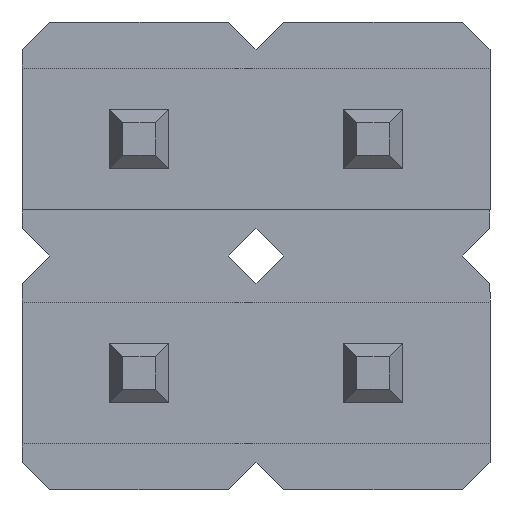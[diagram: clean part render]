
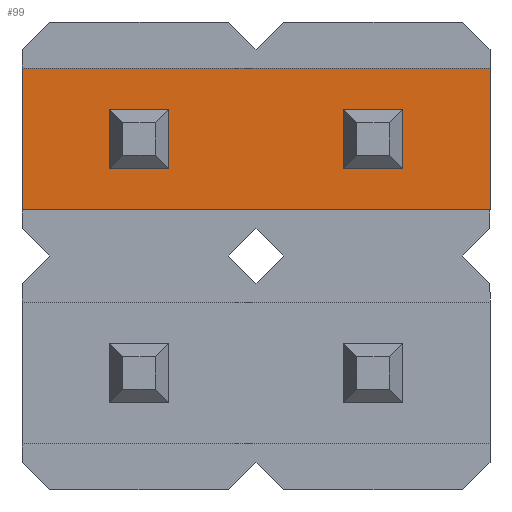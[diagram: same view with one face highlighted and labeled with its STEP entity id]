
A CAD part, front view. The second image highlights one B-rep face of the part: STEP entity #99.
In plain terms, the highlighted planar face has unit normal (0, -1, 0).
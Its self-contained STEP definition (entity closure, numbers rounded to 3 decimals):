
#2 = VERTEX_POINT ( 'NONE', #1318 ) ;
#3 = ORIENTED_EDGE ( 'NONE', *, *, #420, .F. ) ;
#39 = VERTEX_POINT ( 'NONE', #1118 ) ;
#40 = VERTEX_POINT ( 'NONE', #1117 ) ;
#41 = ORIENTED_EDGE ( 'NONE', *, *, #42, .F. ) ;
#42 = EDGE_CURVE ( 'NONE', #43, #39, #1116, .T. ) ;
#43 = VERTEX_POINT ( 'NONE', #1112 ) ;
#68 = VERTEX_POINT ( 'NONE', #1143 ) ;
#69 = VERTEX_POINT ( 'NONE', #1142 ) ;
#70 = VERTEX_POINT ( 'NONE', #1141 ) ;
#75 = ORIENTED_EDGE ( 'NONE', *, *, #79, .T. ) ;
#76 = ORIENTED_EDGE ( 'NONE', *, *, #77, .F. ) ;
#77 = EDGE_CURVE ( 'NONE', #86, #93, #1135, .T. ) ;
#78 = ORIENTED_EDGE ( 'NONE', *, *, #412, .F. ) ;
#79 = EDGE_CURVE ( 'NONE', #407, #70, #1196, .T. ) ;
#84 = EDGE_LOOP ( 'NONE', ( #76, #78, #413, #421 ) ) ;
#85 = VERTEX_POINT ( 'NONE', #1183 ) ;
#86 = VERTEX_POINT ( 'NONE', #1182 ) ;
#87 = ORIENTED_EDGE ( 'NONE', *, *, #94, .T. ) ;
#93 = VERTEX_POINT ( 'NONE', #1171 ) ;
#94 = EDGE_CURVE ( 'NONE', #444, #407, #1169, .T. ) ;
#99 = ADVANCED_FACE ( 'NONE', ( #1542, #1541, #1540 ), #1524, .F. ) ;
#100 = EDGE_LOOP ( 'NONE', ( #101, #41, #106, #3 ) ) ;
#101 = ORIENTED_EDGE ( 'NONE', *, *, #102, .F. ) ;
#102 = EDGE_CURVE ( 'NONE', #39, #40, #1362, .T. ) ;
#106 = ORIENTED_EDGE ( 'NONE', *, *, #107, .F. ) ;
#107 = EDGE_CURVE ( 'NONE', #2, #43, #1519, .T. ) ;
#403 = EDGE_CURVE ( 'NONE', #444, #69, #2076, .T. ) ;
#407 = VERTEX_POINT ( 'NONE', #2109 ) ;
#412 = EDGE_CURVE ( 'NONE', #85, #86, #2102, .T. ) ;
#413 = ORIENTED_EDGE ( 'NONE', *, *, #414, .F. ) ;
#414 = EDGE_CURVE ( 'NONE', #68, #85, #2153, .T. ) ;
#420 = EDGE_CURVE ( 'NONE', #40, #2, #2143, .T. ) ;
#421 = ORIENTED_EDGE ( 'NONE', *, *, #422, .F. ) ;
#422 = EDGE_CURVE ( 'NONE', #93, #68, #2139, .T. ) ;
#425 = EDGE_LOOP ( 'NONE', ( #431, #445, #87, #75 ) ) ;
#431 = ORIENTED_EDGE ( 'NONE', *, *, #438, .F. ) ;
#438 = EDGE_CURVE ( 'NONE', #69, #70, #2183, .T. ) ;
#444 = VERTEX_POINT ( 'NONE', #2170 ) ;
#445 = ORIENTED_EDGE ( 'NONE', *, *, #403, .F. ) ;
#1112 = CARTESIAN_POINT ( 'NONE',  ( 0.325, 0.44, 0.325 ) ) ;
#1113 = DIRECTION ( 'NONE',  ( -1., 0., 0. ) ) ;
#1114 = VECTOR ( 'NONE', #1113, 1000. ) ;
#1115 = CARTESIAN_POINT ( 'NONE',  ( -1.27, 0.44, 0.325 ) ) ;
#1116 = LINE ( 'NONE', #1115, #1114 ) ;
#1117 = CARTESIAN_POINT ( 'NONE',  ( -0.325, 0.44, -0.325 ) ) ;
#1118 = CARTESIAN_POINT ( 'NONE',  ( -0.325, 0.44, 0.325 ) ) ;
#1134 = CARTESIAN_POINT ( 'NONE',  ( 2.215, 0.44, 0.77 ) ) ;
#1135 = LINE ( 'NONE', #1134, #1198 ) ;
#1141 = CARTESIAN_POINT ( 'NONE',  ( 3.81, 0.44, 0.77 ) ) ;
#1142 = CARTESIAN_POINT ( 'NONE',  ( -1.27, 0.44, 0.77 ) ) ;
#1143 = CARTESIAN_POINT ( 'NONE',  ( 2.865, 0.44, -0.325 ) ) ;
#1166 = DIRECTION ( 'NONE',  ( 1., 0., 0. ) ) ;
#1167 = VECTOR ( 'NONE', #1166, 1000. ) ;
#1168 = CARTESIAN_POINT ( 'NONE',  ( -1.27, 0.44, -0.77 ) ) ;
#1169 = LINE ( 'NONE', #1168, #1167 ) ;
#1171 = CARTESIAN_POINT ( 'NONE',  ( 2.215, 0.44, -0.325 ) ) ;
#1182 = CARTESIAN_POINT ( 'NONE',  ( 2.215, 0.44, 0.325 ) ) ;
#1183 = CARTESIAN_POINT ( 'NONE',  ( 2.865, 0.44, 0.325 ) ) ;
#1193 = DIRECTION ( 'NONE',  ( 0., 0., 1. ) ) ;
#1194 = VECTOR ( 'NONE', #1193, 1000. ) ;
#1195 = CARTESIAN_POINT ( 'NONE',  ( 3.81, 0.44, 0.77 ) ) ;
#1196 = LINE ( 'NONE', #1195, #1194 ) ;
#1197 = DIRECTION ( 'NONE',  ( 0., 0., -1. ) ) ;
#1198 = VECTOR ( 'NONE', #1197, 1000. ) ;
#1318 = CARTESIAN_POINT ( 'NONE',  ( 0.325, 0.44, -0.325 ) ) ;
#1359 = DIRECTION ( 'NONE',  ( 0., 0., -1. ) ) ;
#1360 = VECTOR ( 'NONE', #1359, 1000. ) ;
#1361 = CARTESIAN_POINT ( 'NONE',  ( -0.325, 0.44, 0.77 ) ) ;
#1362 = LINE ( 'NONE', #1361, #1360 ) ;
#1363 = DIRECTION ( 'NONE',  ( 0., 0., 1. ) ) ;
#1364 = DIRECTION ( 'NONE',  ( 0., 1., 0. ) ) ;
#1365 = AXIS2_PLACEMENT_3D ( 'NONE', #1525, #1364, #1363 ) ;
#1516 = DIRECTION ( 'NONE',  ( 0., 0., 1. ) ) ;
#1517 = VECTOR ( 'NONE', #1516, 1000. ) ;
#1518 = CARTESIAN_POINT ( 'NONE',  ( 0.325, 0.44, 0.77 ) ) ;
#1519 = LINE ( 'NONE', #1518, #1517 ) ;
#1524 = PLANE ( 'NONE',  #1365 ) ;
#1525 = CARTESIAN_POINT ( 'NONE',  ( -1.27, 0.44, 0.77 ) ) ;
#1540 = FACE_BOUND ( 'NONE', #84, .T. ) ;
#1541 = FACE_OUTER_BOUND ( 'NONE', #425, .T. ) ;
#1542 = FACE_BOUND ( 'NONE', #100, .T. ) ;
#2073 = DIRECTION ( 'NONE',  ( 0., 0., 1. ) ) ;
#2074 = VECTOR ( 'NONE', #2073, 1000. ) ;
#2075 = CARTESIAN_POINT ( 'NONE',  ( -1.27, 0.44, 0.77 ) ) ;
#2076 = LINE ( 'NONE', #2075, #2074 ) ;
#2102 = LINE ( 'NONE', #2156, #2155 ) ;
#2109 = CARTESIAN_POINT ( 'NONE',  ( 3.81, 0.44, -0.77 ) ) ;
#2136 = DIRECTION ( 'NONE',  ( 1., 0., 0. ) ) ;
#2137 = VECTOR ( 'NONE', #2136, 1000. ) ;
#2138 = CARTESIAN_POINT ( 'NONE',  ( -1.27, 0.44, -0.325 ) ) ;
#2139 = LINE ( 'NONE', #2138, #2137 ) ;
#2140 = DIRECTION ( 'NONE',  ( 1., 0., 0. ) ) ;
#2141 = VECTOR ( 'NONE', #2140, 1000. ) ;
#2142 = CARTESIAN_POINT ( 'NONE',  ( -1.27, 0.44, -0.325 ) ) ;
#2143 = LINE ( 'NONE', #2142, #2141 ) ;
#2150 = DIRECTION ( 'NONE',  ( 0., 0., 1. ) ) ;
#2151 = VECTOR ( 'NONE', #2150, 1000. ) ;
#2152 = CARTESIAN_POINT ( 'NONE',  ( 2.865, 0.44, 0.77 ) ) ;
#2153 = LINE ( 'NONE', #2152, #2151 ) ;
#2154 = DIRECTION ( 'NONE',  ( -1., 0., 0. ) ) ;
#2155 = VECTOR ( 'NONE', #2154, 1000. ) ;
#2156 = CARTESIAN_POINT ( 'NONE',  ( -1.27, 0.44, 0.325 ) ) ;
#2170 = CARTESIAN_POINT ( 'NONE',  ( -1.27, 0.44, -0.77 ) ) ;
#2180 = DIRECTION ( 'NONE',  ( 1., 0., 0. ) ) ;
#2181 = VECTOR ( 'NONE', #2180, 1000. ) ;
#2182 = CARTESIAN_POINT ( 'NONE',  ( -1.27, 0.44, 0.77 ) ) ;
#2183 = LINE ( 'NONE', #2182, #2181 ) ;
